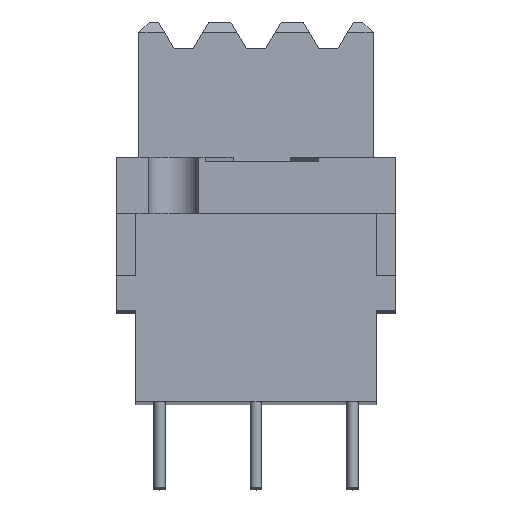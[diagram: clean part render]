
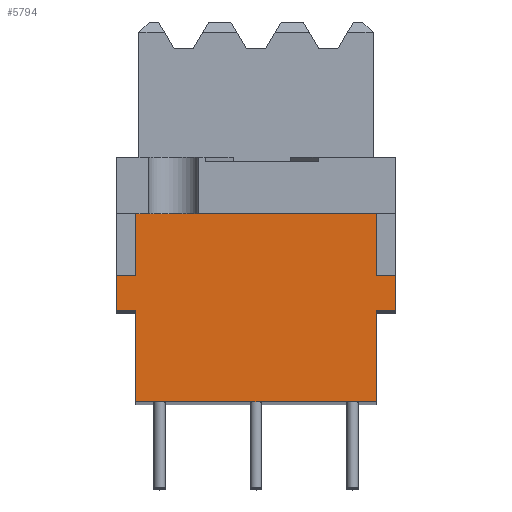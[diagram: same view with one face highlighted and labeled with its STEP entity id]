
A CAD part, top view. The second image highlights one B-rep face of the part: STEP entity #5794.
In plain terms, the highlighted planar face has unit normal (0, 0, 1).
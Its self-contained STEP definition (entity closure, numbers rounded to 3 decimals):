
#3186=LINE('',#14740,#4127);
#3477=LINE('',#15347,#4418);
#3481=LINE('',#15355,#4422);
#3489=LINE('',#15369,#4430);
#3491=LINE('',#15374,#4432);
#3495=LINE('',#15381,#4436);
#3498=LINE('',#15387,#4439);
#3552=LINE('',#15497,#4493);
#3559=LINE('',#15511,#4500);
#3561=LINE('',#15515,#4502);
#3562=LINE('',#15517,#4503);
#3563=LINE('',#15519,#4504);
#3564=LINE('',#15521,#4505);
#3565=LINE('',#15523,#4506);
#4127=VECTOR('',#12603,1.);
#4418=VECTOR('',#13116,1.);
#4422=VECTOR('',#13124,1.);
#4430=VECTOR('',#13136,1.);
#4432=VECTOR('',#13140,1.);
#4436=VECTOR('',#13146,1.);
#4439=VECTOR('',#13151,1.);
#4493=VECTOR('',#13251,1.);
#4500=VECTOR('',#13264,1.);
#4502=VECTOR('',#13268,1.);
#4503=VECTOR('',#13271,1.);
#4504=VECTOR('',#13274,1.);
#4505=VECTOR('',#13275,1.);
#4506=VECTOR('',#13276,1.);
#4921=PLANE('',#11211);
#5330=FACE_OUTER_BOUND('',#6621,.T.);
#5794=ADVANCED_FACE('',(#5330),#4921,.T.);
#6621=EDGE_LOOP('',(#8660,#8661,#8662,#8663,#8664,#8665,#8666,#8667,#8668,
#8669,#8670,#8671,#8672,#8673));
#8660=ORIENTED_EDGE('',*,*,#10531,.T.);
#8661=ORIENTED_EDGE('',*,*,#10146,.T.);
#8662=ORIENTED_EDGE('',*,*,#10532,.T.);
#8663=ORIENTED_EDGE('',*,*,#10533,.F.);
#8664=ORIENTED_EDGE('',*,*,#10534,.F.);
#8665=ORIENTED_EDGE('',*,*,#10448,.F.);
#8666=ORIENTED_EDGE('',*,*,#10444,.T.);
#8667=ORIENTED_EDGE('',*,*,#10456,.T.);
#8668=ORIENTED_EDGE('',*,*,#10458,.T.);
#8669=ORIENTED_EDGE('',*,*,#10462,.F.);
#8670=ORIENTED_EDGE('',*,*,#10465,.F.);
#8671=ORIENTED_EDGE('',*,*,#10521,.F.);
#8672=ORIENTED_EDGE('',*,*,#10528,.F.);
#8673=ORIENTED_EDGE('',*,*,#10530,.F.);
#9236=VERTEX_POINT('',#14739);
#9237=VERTEX_POINT('',#14741);
#9439=VERTEX_POINT('',#15342);
#9441=VERTEX_POINT('',#15346);
#9444=VERTEX_POINT('',#15356);
#9447=VERTEX_POINT('',#15368);
#9448=VERTEX_POINT('',#15372);
#9451=VERTEX_POINT('',#15380);
#9453=VERTEX_POINT('',#15386);
#9486=VERTEX_POINT('',#15496);
#9490=VERTEX_POINT('',#15510);
#9491=VERTEX_POINT('',#15514);
#9492=VERTEX_POINT('',#15520);
#9493=VERTEX_POINT('',#15522);
#10146=EDGE_CURVE('',#9237,#9236,#3186,.T.);
#10444=EDGE_CURVE('',#9439,#9441,#3477,.T.);
#10448=EDGE_CURVE('',#9439,#9444,#3481,.T.);
#10456=EDGE_CURVE('',#9441,#9447,#3489,.T.);
#10458=EDGE_CURVE('',#9447,#9448,#3491,.T.);
#10462=EDGE_CURVE('',#9451,#9448,#3495,.T.);
#10465=EDGE_CURVE('',#9453,#9451,#3498,.T.);
#10521=EDGE_CURVE('',#9486,#9453,#3552,.T.);
#10528=EDGE_CURVE('',#9490,#9486,#3559,.T.);
#10530=EDGE_CURVE('',#9491,#9490,#3561,.T.);
#10531=EDGE_CURVE('',#9491,#9237,#3562,.T.);
#10532=EDGE_CURVE('',#9236,#9492,#3563,.T.);
#10533=EDGE_CURVE('',#9493,#9492,#3564,.T.);
#10534=EDGE_CURVE('',#9444,#9493,#3565,.T.);
#11211=AXIS2_PLACEMENT_3D('',#15524,#13277,#13278);
#12603=DIRECTION('',(0.,-1.,0.));
#13116=DIRECTION('',(1.,0.,0.));
#13124=DIRECTION('',(0.,-1.,0.));
#13136=DIRECTION('',(0.,1.,0.));
#13140=DIRECTION('',(-1.,0.,0.));
#13146=DIRECTION('',(0.,-1.,0.));
#13151=DIRECTION('',(1.,0.,0.));
#13251=DIRECTION('',(1.,0.,0.));
#13264=DIRECTION('',(1.,0.,0.));
#13268=DIRECTION('',(0.,1.,0.));
#13271=DIRECTION('',(-1.,0.,0.));
#13274=DIRECTION('',(1.,0.,0.));
#13275=DIRECTION('',(0.,1.,0.));
#13276=DIRECTION('',(-1.,0.,0.));
#13277=DIRECTION('',(0.,0.,1.));
#13278=DIRECTION('',(0.,-1.,0.));
#14739=CARTESIAN_POINT('',(-1.175,4.8,86.5));
#14740=CARTESIAN_POINT('',(-1.175,6.65,86.5));
#14741=CARTESIAN_POINT('',(-1.175,6.65,86.5));
#15342=CARTESIAN_POINT('',(12.5,4.8,86.5));
#15346=CARTESIAN_POINT('',(13.525,4.8,86.5));
#15347=CARTESIAN_POINT('',(12.5,4.8,86.5));
#15355=CARTESIAN_POINT('',(12.5,4.8,86.5));
#15356=CARTESIAN_POINT('',(12.5,0.,86.5));
#15368=CARTESIAN_POINT('',(13.525,6.65,86.5));
#15369=CARTESIAN_POINT('',(13.525,4.8,86.5));
#15372=CARTESIAN_POINT('',(12.5,6.65,86.5));
#15374=CARTESIAN_POINT('',(13.525,6.65,86.5));
#15380=CARTESIAN_POINT('',(12.5,9.9,86.5));
#15381=CARTESIAN_POINT('',(12.5,9.9,86.5));
#15386=CARTESIAN_POINT('',(12.35,9.9,86.5));
#15387=CARTESIAN_POINT('',(12.35,9.9,86.5));
#15496=CARTESIAN_POINT('',(0.,9.9,86.5));
#15497=CARTESIAN_POINT('',(0.,9.9,86.5));
#15510=CARTESIAN_POINT('',(-0.15,9.9,86.5));
#15511=CARTESIAN_POINT('',(-0.15,9.9,86.5));
#15514=CARTESIAN_POINT('',(-0.15,6.65,86.5));
#15515=CARTESIAN_POINT('',(-0.15,6.65,86.5));
#15517=CARTESIAN_POINT('',(-0.15,6.65,86.5));
#15519=CARTESIAN_POINT('',(-1.175,4.8,86.5));
#15520=CARTESIAN_POINT('',(-0.15,4.8,86.5));
#15521=CARTESIAN_POINT('',(-0.15,0.,86.5));
#15522=CARTESIAN_POINT('',(-0.15,0.,86.5));
#15523=CARTESIAN_POINT('',(12.5,0.,86.5));
#15524=CARTESIAN_POINT('',(-3.925,10.,86.5));
